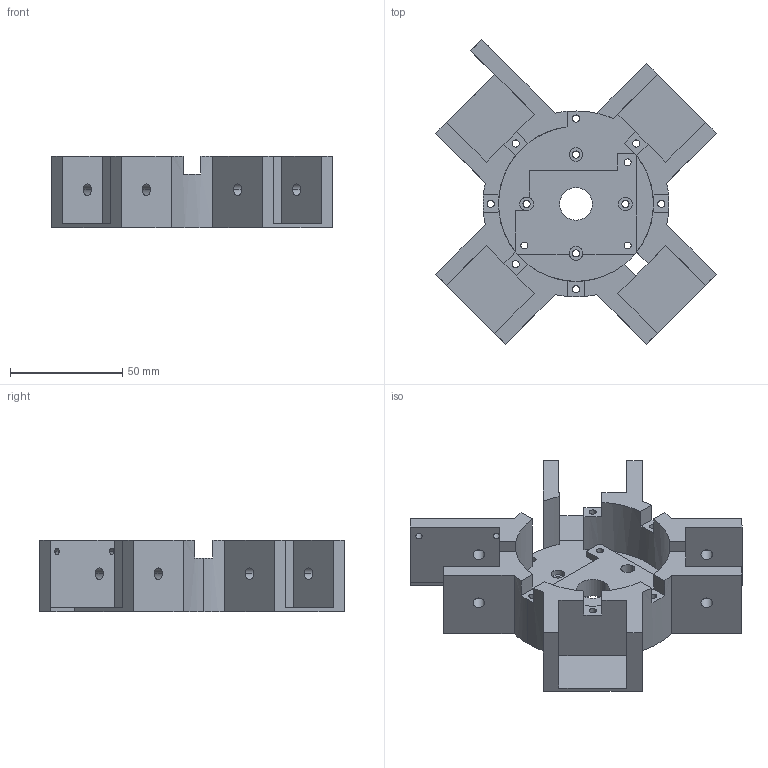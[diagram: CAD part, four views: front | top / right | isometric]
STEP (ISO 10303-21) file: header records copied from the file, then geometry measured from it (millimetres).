
FILE_DESCRIPTION (( 'STEP AP203' ), '1' );
FILE_NAME ('J1_bottom_lid.STEP', '2021-03-13T20:18:32', ( '' ), ( '' ), 'SwSTEP 2.0', 'SolidWorks 2020', '' );
FILE_SCHEMA (( 'CONFIG_CONTROL_DESIGN' ));
Length unit declared in the file: millimetre
Products named in the file (1): J1_bottom_lid
Bounding box: 125.02 x 135.62 x 32 mm (x, y, z)
Volume: 130655.9 mm3; surface area: 51480.8 mm2
Topology: 1 solids, 1 shells, 149 faces, 433 edges, 287 vertices
Faces by surface type: plane 81, cylinder 68
Entity records: 5152 total; most frequent: DIRECTION 897, CARTESIAN_POINT 870, ORIENTED_EDGE 866, EDGE_CURVE 433, AXIS2_PLACEMENT_3D 314, VERTEX_POINT 287, VECTOR 269, LINE 269
